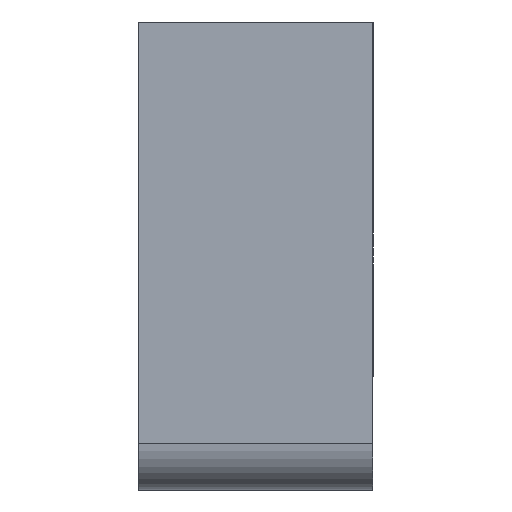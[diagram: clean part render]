
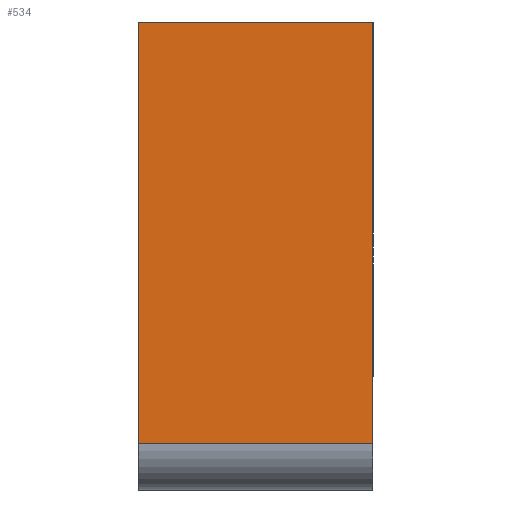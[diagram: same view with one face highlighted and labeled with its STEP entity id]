
A CAD part, left-side view. The second image highlights one B-rep face of the part: STEP entity #534.
In plain terms, the highlighted planar face has unit normal (-1, 0, 0).
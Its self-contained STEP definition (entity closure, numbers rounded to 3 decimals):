
#39=PLANE('',#613);
#69=FACE_OUTER_BOUND('',#104,.T.);
#104=EDGE_LOOP('',(#464,#465,#466,#467));
#113=LINE('',#789,#159);
#115=LINE('',#795,#161);
#155=LINE('',#922,#201);
#156=LINE('',#923,#202);
#159=VECTOR('',#631,10.);
#161=VECTOR('',#637,10.);
#201=VECTOR('',#769,10.);
#202=VECTOR('',#770,10.);
#232=VERTEX_POINT('',#785);
#234=VERTEX_POINT('',#788);
#236=VERTEX_POINT('',#794);
#277=VERTEX_POINT('',#921);
#282=EDGE_CURVE('',#234,#232,#113,.T.);
#285=EDGE_CURVE('',#236,#234,#115,.T.);
#347=EDGE_CURVE('',#277,#232,#155,.T.);
#348=EDGE_CURVE('',#236,#277,#156,.T.);
#464=ORIENTED_EDGE('',*,*,#282,.T.);
#465=ORIENTED_EDGE('',*,*,#347,.F.);
#466=ORIENTED_EDGE('',*,*,#348,.F.);
#467=ORIENTED_EDGE('',*,*,#285,.T.);
#534=ADVANCED_FACE('',(#69),#39,.F.);
#613=AXIS2_PLACEMENT_3D('',#920,#767,#768);
#631=DIRECTION('',(0.,-1.,0.));
#637=DIRECTION('',(0.,0.,-1.));
#767=DIRECTION('center_axis',(1.,0.,0.));
#768=DIRECTION('ref_axis',(0.,-1.,0.));
#769=DIRECTION('',(0.,0.,-1.));
#770=DIRECTION('',(0.,-1.,0.));
#785=CARTESIAN_POINT('',(128.75,-78.25,-13.5));
#788=CARTESIAN_POINT('',(128.75,-70.75,-13.5));
#789=CARTESIAN_POINT('',(128.75,-72.625,-13.5));
#794=CARTESIAN_POINT('',(128.75,-70.75,0.));
#795=CARTESIAN_POINT('',(128.75,-70.75,0.));
#920=CARTESIAN_POINT('Origin',(128.75,-70.75,0.));
#921=CARTESIAN_POINT('',(128.75,-78.25,0.));
#922=CARTESIAN_POINT('',(128.75,-78.25,0.));
#923=CARTESIAN_POINT('',(128.75,-70.75,0.));
